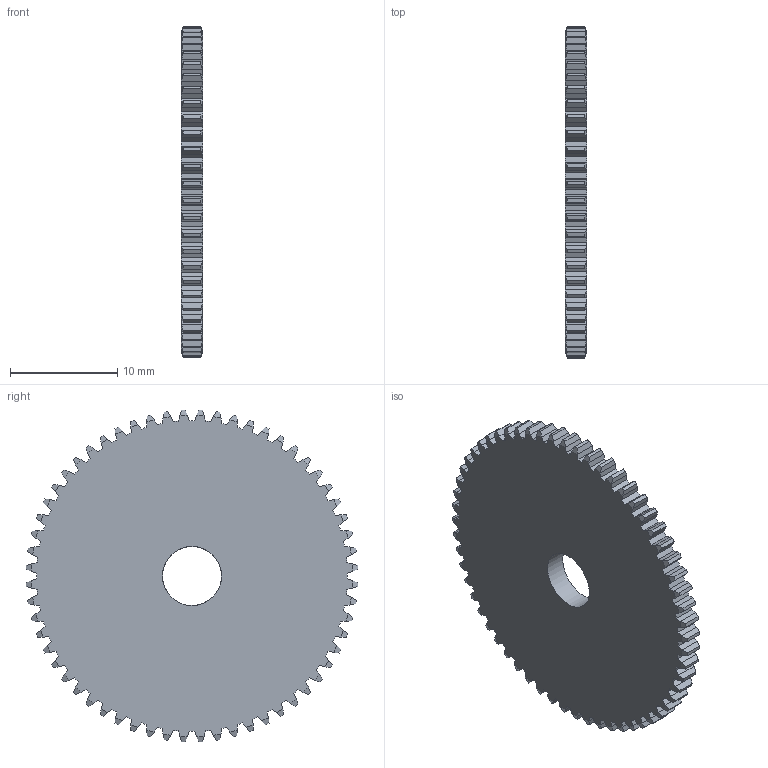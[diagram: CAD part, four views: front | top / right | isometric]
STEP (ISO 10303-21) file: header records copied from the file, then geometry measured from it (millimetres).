
FILE_DESCRIPTION(/* description */ (''),/* implementation_level */ '2;1');
FILE_NAME(/* name */ 'gear_z60_26106000_simplified_ipt_39a2c153.STEP',/* time_stamp */ '2022-09-22T00:19:17-03:00',/* author */ (''),/* organization */ (''),/* preprocessor_version */ 'ST-DEVELOPER v18.1',/* originating_system */ 'Autodesk Inventor 2021',/* authorisation */ ' ');
FILE_SCHEMA (('AUTOMOTIVE_DESIGN { 1 0 10303 214 3 1 1 }'));
Length unit declared in the file: millimetre
Products named in the file (1): gear_z60_26106000_simplified
Bounding box: 2 x 30.97 x 30.97 mm (x, y, z)
Volume: 1353.9 mm3; surface area: 1729.9 mm2
Topology: 1 solids, 1 shells, 483 faces, 1204 edges, 723 vertices
Faces by surface type: plane 242, cylinder 121, cone 120
Full cylindrical faces by diameter (mm): 5.5 x1
Entity records: 13923 total; most frequent: CARTESIAN_POINT 2891, ORIENTED_EDGE 2408, DIRECTION 2295, EDGE_CURVE 1204, AXIS2_PLACEMENT_3D 847, VERTEX_POINT 723, LINE 601, VECTOR 601
